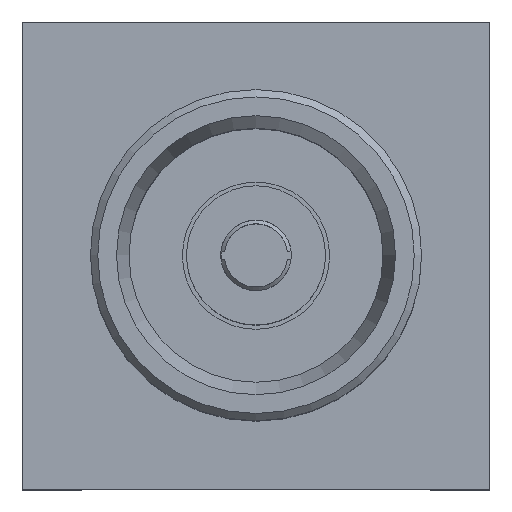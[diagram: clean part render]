
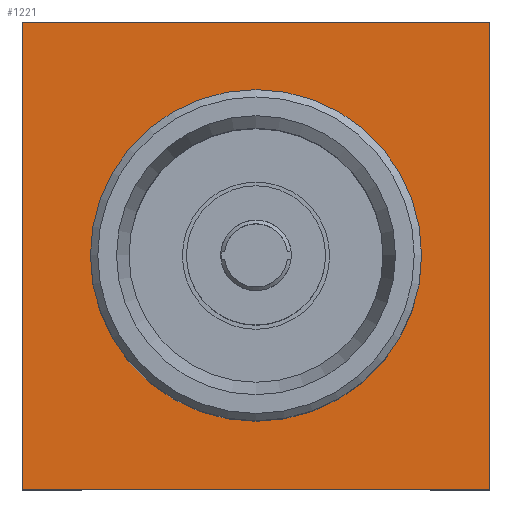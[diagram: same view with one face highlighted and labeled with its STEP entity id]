
A CAD part, top view. The second image highlights one B-rep face of the part: STEP entity #1221.
In plain terms, the highlighted planar face has unit normal (0, 0, 1).
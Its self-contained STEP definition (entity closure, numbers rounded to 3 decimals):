
#56=LINE('',#1728,#126);
#57=LINE('',#1731,#127);
#58=LINE('',#1733,#128);
#59=LINE('',#1735,#129);
#126=VECTOR('',#1461,1000.);
#127=VECTOR('',#1462,1000.);
#128=VECTOR('',#1463,1000.);
#129=VECTOR('',#1464,1000.);
#184=PLANE('',#1300);
#220=CIRCLE('',#1301,2.25);
#316=ORIENTED_EDGE('',*,*,#508,.T.);
#317=ORIENTED_EDGE('',*,*,#509,.T.);
#318=ORIENTED_EDGE('',*,*,#510,.T.);
#319=ORIENTED_EDGE('',*,*,#511,.T.);
#320=ORIENTED_EDGE('',*,*,#512,.T.);
#508=EDGE_CURVE('',#608,#608,#220,.T.);
#509=EDGE_CURVE('',#609,#610,#56,.T.);
#510=EDGE_CURVE('',#610,#611,#57,.T.);
#511=EDGE_CURVE('',#611,#612,#58,.T.);
#512=EDGE_CURVE('',#612,#609,#59,.T.);
#608=VERTEX_POINT('',#1727);
#609=VERTEX_POINT('',#1729);
#610=VERTEX_POINT('',#1730);
#611=VERTEX_POINT('',#1732);
#612=VERTEX_POINT('',#1734);
#682=EDGE_LOOP('',(#316));
#683=EDGE_LOOP('',(#317,#318,#319,#320));
#758=FACE_BOUND('',#682,.T.);
#759=FACE_BOUND('',#683,.T.);
#1221=ADVANCED_FACE('',(#758,#759),#184,.T.);
#1300=AXIS2_PLACEMENT_3D('',#1725,#1457,#1458);
#1301=AXIS2_PLACEMENT_3D('',#1726,#1459,#1460);
#1457=DIRECTION('',(0.,0.,1.));
#1458=DIRECTION('',(1.,0.,0.));
#1459=DIRECTION('',(0.,0.,-1.));
#1460=DIRECTION('',(0.,1.,0.));
#1461=DIRECTION('',(0.,-1.,0.));
#1462=DIRECTION('',(1.,0.,0.));
#1463=DIRECTION('',(0.,1.,0.));
#1464=DIRECTION('',(-1.,0.,0.));
#1725=CARTESIAN_POINT('',(0.,0.,0.));
#1726=CARTESIAN_POINT('',(0.,0.,0.));
#1727=CARTESIAN_POINT('',(0.,2.25,0.));
#1728=CARTESIAN_POINT('',(-3.175,3.175,0.));
#1729=CARTESIAN_POINT('',(-3.175,3.175,0.));
#1730=CARTESIAN_POINT('',(-3.175,-3.175,0.));
#1731=CARTESIAN_POINT('',(-3.175,-3.175,0.));
#1732=CARTESIAN_POINT('',(3.175,-3.175,0.));
#1733=CARTESIAN_POINT('',(3.175,-3.175,0.));
#1734=CARTESIAN_POINT('',(3.175,3.175,0.));
#1735=CARTESIAN_POINT('',(3.175,3.175,0.));
